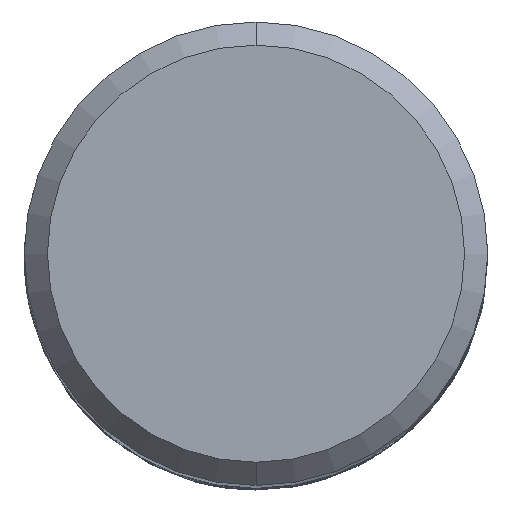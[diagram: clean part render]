
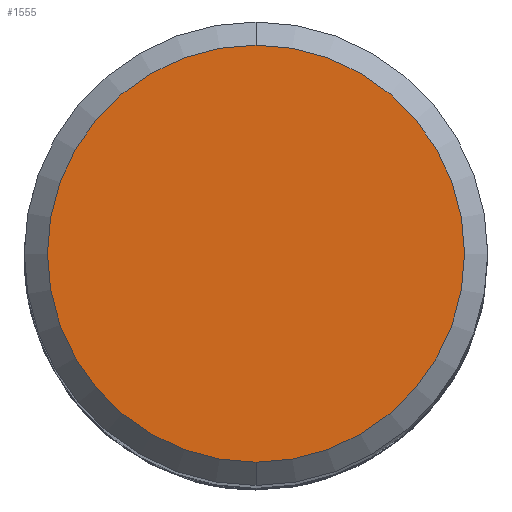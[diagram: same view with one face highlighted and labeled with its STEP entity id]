
A CAD part, top view. The second image highlights one B-rep face of the part: STEP entity #1555.
In plain terms, the highlighted planar face has unit normal (0, 0, 1).
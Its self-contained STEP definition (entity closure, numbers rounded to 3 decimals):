
#761=EDGE_CURVE('',#1565,#1779,#2136,.T.);
#925=EDGE_CURVE('',#1779,#1565,#2315,.T.);
#1555=ADVANCED_FACE('',(#3007),#3008,.T.);
#1565=VERTEX_POINT('',#3018);
#1779=VERTEX_POINT('',#3248);
#2136=CIRCLE('',#4264,7.2);
#2315=CIRCLE('',#6417,7.2);
#3007=FACE_OUTER_BOUND('',#13204,.T.);
#3008=PLANE('',#13205);
#3018=CARTESIAN_POINT('',(0.0,7.2,0.0));
#3248=CARTESIAN_POINT('',(0.,-7.2,0.0));
#4264=AXIS2_PLACEMENT_3D('',#20648,#20649,#20650);
#6417=AXIS2_PLACEMENT_3D('',#20831,#20832,#20833);
#13204=EDGE_LOOP('',(#21585,#21586));
#13205=AXIS2_PLACEMENT_3D('',#21587,#21588,#21589);
#20648=CARTESIAN_POINT('',(0.0,0.0,0.0));
#20649=DIRECTION('',(0.0,0.0,-1.0));
#20650=DIRECTION('',(0.0,1.0,0.0));
#20831=CARTESIAN_POINT('',(0.0,0.0,0.0));
#20832=DIRECTION('',(0.0,0.0,-1.0));
#20833=DIRECTION('',(0.0,1.0,0.0));
#21585=ORIENTED_EDGE('',*,*,#761,.F.);
#21586=ORIENTED_EDGE('',*,*,#925,.F.);
#21587=CARTESIAN_POINT('',(0.0,3.6,0.0));
#21588=DIRECTION('',(-0.0,0.0,1.0));
#21589=DIRECTION('',(0.0,-1.0,0.0));
